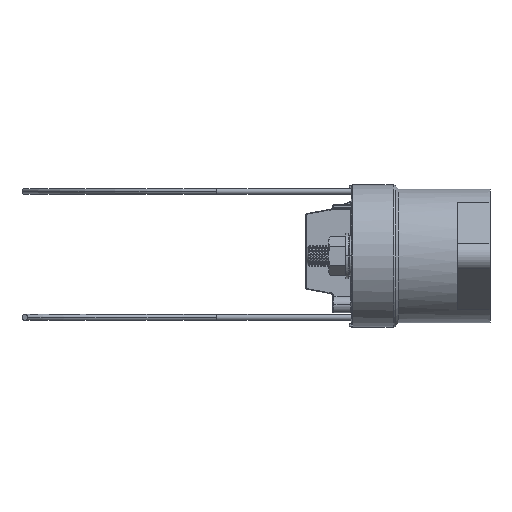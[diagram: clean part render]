
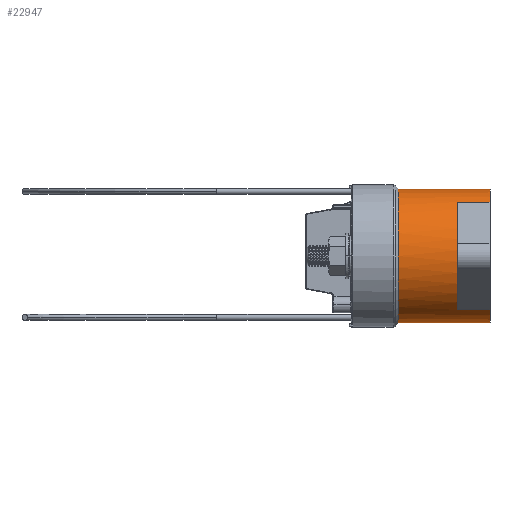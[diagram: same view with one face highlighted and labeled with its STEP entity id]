
A CAD part, left-side view. The second image highlights one B-rep face of the part: STEP entity #22947.
In plain terms, the highlighted cylindrical face has radius 26.289 mm (diameter 52.578 mm), a partial arc.
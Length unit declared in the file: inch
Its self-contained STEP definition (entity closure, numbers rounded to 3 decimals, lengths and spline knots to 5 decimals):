
#275 = ORIENTED_EDGE ( 'NONE', *, *, #46770, .F. ) ;
#345 = VERTEX_POINT ( 'NONE', #56726 ) ;
#1535 = DIRECTION ( 'NONE',  ( 0., -1., 0. ) ) ;
#1896 = DIRECTION ( 'NONE',  ( 0., -1., 0. ) ) ;
#3635 = CIRCLE ( 'NONE', #35630, 1.035 ) ;
#3710 = VERTEX_POINT ( 'NONE', #15094 ) ;
#4288 = LINE ( 'NONE', #49120, #15726 ) ;
#5061 = CARTESIAN_POINT ( 'NONE',  ( 0., -0.4747, 0. ) ) ;
#5904 = VERTEX_POINT ( 'NONE', #18302 ) ;
#6300 = AXIS2_PLACEMENT_3D ( 'NONE', #41544, #17118, #12430 ) ;
#8360 = LINE ( 'NONE', #58501, #19801 ) ;
#9893 = DIRECTION ( 'NONE',  ( 0., 0., 1. ) ) ;
#10396 = LINE ( 'NONE', #60050, #33179 ) ;
#11292 = CARTESIAN_POINT ( 'NONE',  ( 0., -0.8217, -1.035 ) ) ;
#11605 = VERTEX_POINT ( 'NONE', #58897 ) ;
#12430 = DIRECTION ( 'NONE',  ( 0., 0., -1. ) ) ;
#13065 = DIRECTION ( 'NONE',  ( 0., -1., 0. ) ) ;
#13150 = DIRECTION ( 'NONE',  ( 0., -1., 0. ) ) ;
#15094 = CARTESIAN_POINT ( 'NONE',  ( 0., -0.9747, 1.035 ) ) ;
#15726 = VECTOR ( 'NONE', #53983, 39.37008 ) ;
#15908 = CARTESIAN_POINT ( 'NONE',  ( 0., 0.446, 1.035 ) ) ;
#16469 = VERTEX_POINT ( 'NONE', #15908 ) ;
#17118 = DIRECTION ( 'NONE',  ( 0., -1., 0. ) ) ;
#18302 = CARTESIAN_POINT ( 'NONE',  ( 0., 0.446, -1.035 ) ) ;
#19565 = ORIENTED_EDGE ( 'NONE', *, *, #43457, .F. ) ;
#19662 = DIRECTION ( 'NONE',  ( 0., -1., 0. ) ) ;
#19801 = VECTOR ( 'NONE', #19662, 39.37008 ) ;
#20802 = LINE ( 'NONE', #11292, #32193 ) ;
#22947 = ADVANCED_FACE ( 'NONE', ( #52622 ), #47376, .T. ) ;
#23522 = ORIENTED_EDGE ( 'NONE', *, *, #55201, .T. ) ;
#25118 = CARTESIAN_POINT ( 'NONE',  ( -0.61222, -0.9747, 0.83451 ) ) ;
#25501 = CARTESIAN_POINT ( 'NONE',  ( 0., -0.9747, 0. ) ) ;
#26824 = EDGE_LOOP ( 'NONE', ( #40549, #38636, #55204, #19565, #275, #23522, #59771, #28037 ) ) ;
#27305 = AXIS2_PLACEMENT_3D ( 'NONE', #5061, #39024, #9893 ) ;
#28037 = ORIENTED_EDGE ( 'NONE', *, *, #48858, .F. ) ;
#30391 = DIRECTION ( 'NONE',  ( 0., 0., -1. ) ) ;
#31792 = AXIS2_PLACEMENT_3D ( 'NONE', #42269, #13150, #47092 ) ;
#32193 = VECTOR ( 'NONE', #1535, 39.37008 ) ;
#33179 = VECTOR ( 'NONE', #1896, 39.37008 ) ;
#35210 = CIRCLE ( 'NONE', #31792, 1.035 ) ;
#35630 = AXIS2_PLACEMENT_3D ( 'NONE', #42176, #13065, #47009 ) ;
#38409 = EDGE_CURVE ( 'NONE', #16469, #3710, #4288, .T. ) ;
#38636 = ORIENTED_EDGE ( 'NONE', *, *, #49892, .T. ) ;
#39024 = DIRECTION ( 'NONE',  ( 0., 1., 0. ) ) ;
#40549 = ORIENTED_EDGE ( 'NONE', *, *, #38409, .F. ) ;
#41544 = CARTESIAN_POINT ( 'NONE',  ( 0., -0.8217, 0. ) ) ;
#42176 = CARTESIAN_POINT ( 'NONE',  ( 0., -0.9747, 0. ) ) ;
#42269 = CARTESIAN_POINT ( 'NONE',  ( 0., 0.446, 0. ) ) ;
#43457 = EDGE_CURVE ( 'NONE', #11605, #55123, #48041, .T. ) ;
#46136 = CIRCLE ( 'NONE', #27305, 1.035 ) ;
#46770 = EDGE_CURVE ( 'NONE', #345, #11605, #10396, .T. ) ;
#47009 = DIRECTION ( 'NONE',  ( 0., 0., -1. ) ) ;
#47092 = DIRECTION ( 'NONE',  ( 0., 0., -1. ) ) ;
#47376 = CYLINDRICAL_SURFACE ( 'NONE', #6300, 1.035 ) ;
#47711 = CARTESIAN_POINT ( 'NONE',  ( 0., -0.9747, -1.035 ) ) ;
#48041 = CIRCLE ( 'NONE', #50174, 1.035 ) ;
#48858 = EDGE_CURVE ( 'NONE', #3710, #52161, #3635, .T. ) ;
#49120 = CARTESIAN_POINT ( 'NONE',  ( 0., -0.8217, 1.035 ) ) ;
#49620 = EDGE_CURVE ( 'NONE', #5904, #55123, #20802, .T. ) ;
#49892 = EDGE_CURVE ( 'NONE', #16469, #5904, #35210, .T. ) ;
#50174 = AXIS2_PLACEMENT_3D ( 'NONE', #25501, #59410, #30391 ) ;
#52161 = VERTEX_POINT ( 'NONE', #25118 ) ;
#52622 = FACE_OUTER_BOUND ( 'NONE', #26824, .T. ) ;
#53983 = DIRECTION ( 'NONE',  ( 0., -1., 0. ) ) ;
#54443 = CARTESIAN_POINT ( 'NONE',  ( -0.61222, -0.4747, 0.83451 ) ) ;
#55123 = VERTEX_POINT ( 'NONE', #47711 ) ;
#55201 = EDGE_CURVE ( 'NONE', #345, #57272, #46136, .T. ) ;
#55204 = ORIENTED_EDGE ( 'NONE', *, *, #49620, .T. ) ;
#56726 = CARTESIAN_POINT ( 'NONE',  ( -0.61222, -0.4747, -0.83451 ) ) ;
#57272 = VERTEX_POINT ( 'NONE', #54443 ) ;
#58501 = CARTESIAN_POINT ( 'NONE',  ( -0.61222, -0.4747, 0.83451 ) ) ;
#58518 = EDGE_CURVE ( 'NONE', #57272, #52161, #8360, .T. ) ;
#58897 = CARTESIAN_POINT ( 'NONE',  ( -0.61222, -0.9747, -0.83451 ) ) ;
#59410 = DIRECTION ( 'NONE',  ( 0., -1., 0. ) ) ;
#59771 = ORIENTED_EDGE ( 'NONE', *, *, #58518, .T. ) ;
#60050 = CARTESIAN_POINT ( 'NONE',  ( -0.61222, -0.4747, -0.83451 ) ) ;
